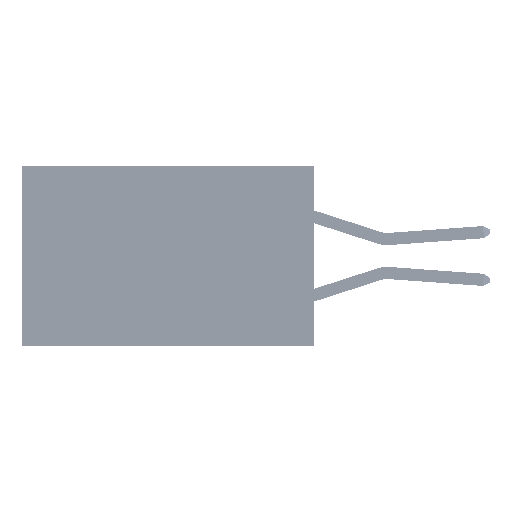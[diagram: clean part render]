
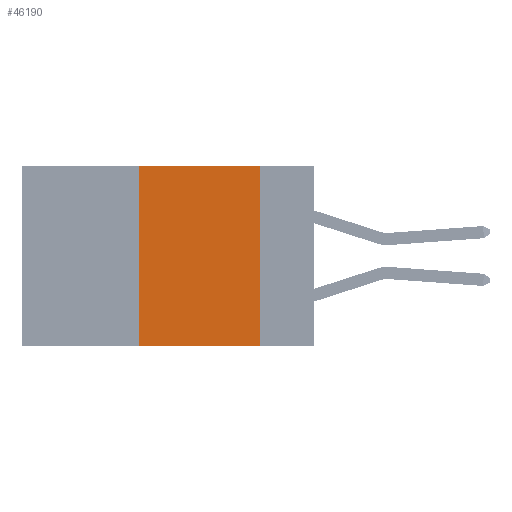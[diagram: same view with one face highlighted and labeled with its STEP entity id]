
A CAD part, left-side view. The second image highlights one B-rep face of the part: STEP entity #46190.
In plain terms, the highlighted planar face has unit normal (-1, 0, 0).
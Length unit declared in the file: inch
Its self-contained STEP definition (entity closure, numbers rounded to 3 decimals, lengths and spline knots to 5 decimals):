
#159 = EDGE_CURVE ( 'NONE', #8164, #48177, #34277, .T. ) ;
#973 = CARTESIAN_POINT ( 'NONE',  ( 0., 0.36, 0. ) ) ;
#2129 = VERTEX_POINT ( 'NONE', #17244 ) ;
#2386 = CARTESIAN_POINT ( 'NONE',  ( 0., 0.11, 0. ) ) ;
#3527 = ORIENTED_EDGE ( 'NONE', *, *, #159, .T. ) ;
#5912 = VERTEX_POINT ( 'NONE', #2386 ) ;
#6523 = LINE ( 'NONE', #28366, #28819 ) ;
#8164 = VERTEX_POINT ( 'NONE', #43101 ) ;
#8494 = PLANE ( 'NONE',  #30034 ) ;
#11810 = LINE ( 'NONE', #973, #45427 ) ;
#12205 = DIRECTION ( 'NONE',  ( 1., 0., 0. ) ) ;
#12244 = ORIENTED_EDGE ( 'NONE', *, *, #44655, .F. ) ;
#15621 = DIRECTION ( 'NONE',  ( 0., -1., 0. ) ) ;
#17244 = CARTESIAN_POINT ( 'NONE',  ( 0., 0.36, 0. ) ) ;
#19355 = EDGE_LOOP ( 'NONE', ( #21568, #12244, #39385, #3527 ) ) ;
#20054 = DIRECTION ( 'NONE',  ( 0., 0., -1. ) ) ;
#20780 = DIRECTION ( 'NONE',  ( 0., 0., -1. ) ) ;
#21568 = ORIENTED_EDGE ( 'NONE', *, *, #36019, .F. ) ;
#22725 = CARTESIAN_POINT ( 'NONE',  ( 0., 0.6, -0.37 ) ) ;
#24136 = EDGE_CURVE ( 'NONE', #8164, #2129, #11810, .T. ) ;
#27688 = VECTOR ( 'NONE', #31627, 39.37008 ) ;
#28366 = CARTESIAN_POINT ( 'NONE',  ( 0., 0.11, 0. ) ) ;
#28669 = LINE ( 'NONE', #35316, #27688 ) ;
#28819 = VECTOR ( 'NONE', #20780, 39.37008 ) ;
#30034 = AXIS2_PLACEMENT_3D ( 'NONE', #45626, #12205, #20054 ) ;
#31627 = DIRECTION ( 'NONE',  ( 0., -1., 0. ) ) ;
#33831 = VECTOR ( 'NONE', #15621, 39.37008 ) ;
#34277 = LINE ( 'NONE', #22725, #33831 ) ;
#35316 = CARTESIAN_POINT ( 'NONE',  ( 0., 0.6, 0. ) ) ;
#36019 = EDGE_CURVE ( 'NONE', #5912, #48177, #6523, .T. ) ;
#38003 = FACE_OUTER_BOUND ( 'NONE', #19355, .T. ) ;
#39385 = ORIENTED_EDGE ( 'NONE', *, *, #24136, .F. ) ;
#39414 = CARTESIAN_POINT ( 'NONE',  ( 0., 0.11, -0.37 ) ) ;
#43101 = CARTESIAN_POINT ( 'NONE',  ( 0., 0.36, -0.37 ) ) ;
#44655 = EDGE_CURVE ( 'NONE', #2129, #5912, #28669, .T. ) ;
#45427 = VECTOR ( 'NONE', #45957, 39.37008 ) ;
#45626 = CARTESIAN_POINT ( 'NONE',  ( 0., 0.6, 0. ) ) ;
#45957 = DIRECTION ( 'NONE',  ( 0., 0., 1. ) ) ;
#46190 = ADVANCED_FACE ( 'NONE', ( #38003 ), #8494, .F. ) ;
#48177 = VERTEX_POINT ( 'NONE', #39414 ) ;
